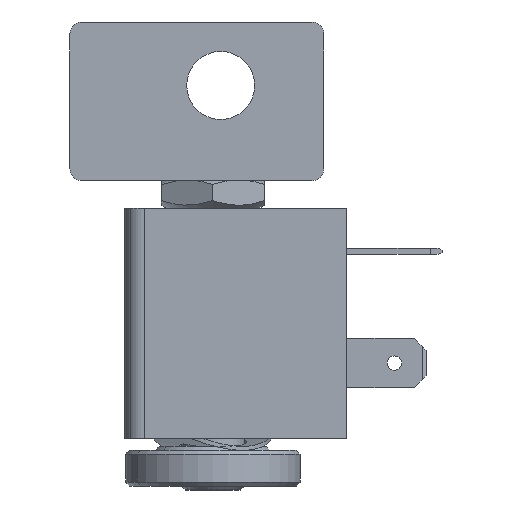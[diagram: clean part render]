
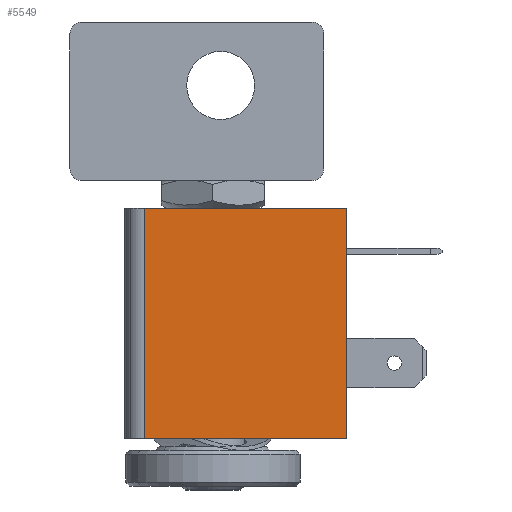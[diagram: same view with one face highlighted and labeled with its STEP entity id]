
A CAD part, left-side view. The second image highlights one B-rep face of the part: STEP entity #5549.
In plain terms, the highlighted face is planar.
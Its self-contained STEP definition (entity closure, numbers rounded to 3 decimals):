
#5492=CARTESIAN_POINT('',(11.15,11.5,14.25));
#5493=VERTEX_POINT('',#5492);
#5501=CARTESIAN_POINT('',(11.15,11.5,-14.75));
#5502=VERTEX_POINT('',#5501);
#5503=CARTESIAN_POINT('',(11.15,11.5,14.25));
#5504=DIRECTION('',(0.0,0.0,-1.0));
#5505=VECTOR('',#5504,29.0);
#5506=LINE('',#5503,#5505);
#5507=EDGE_CURVE('',#5493,#5502,#5506,.T.);
#5519=CARTESIAN_POINT('',(11.15,14.0,-14.75));
#5520=DIRECTION('',(1.0,0.0,0.0));
#5521=DIRECTION('',(0.0,0.0,-1.0));
#5522=AXIS2_PLACEMENT_3D('',#5519,#5520,#5521);
#5523=PLANE('',#5522);
#5524=ORIENTED_EDGE('',*,*,#5507,.F.);
#5525=CARTESIAN_POINT('',(11.15,-14.0,14.25));
#5526=VERTEX_POINT('',#5525);
#5527=CARTESIAN_POINT('',(11.15,11.5,14.25));
#5528=DIRECTION('',(0.0,-1.0,0.0));
#5529=VECTOR('',#5528,25.5);
#5530=LINE('',#5527,#5529);
#5531=EDGE_CURVE('',#5493,#5526,#5530,.T.);
#5532=ORIENTED_EDGE('',*,*,#5531,.T.);
#5533=CARTESIAN_POINT('',(11.15,-14.0,-14.75));
#5534=VERTEX_POINT('',#5533);
#5535=CARTESIAN_POINT('',(11.15,-14.0,-14.75));
#5536=DIRECTION('',(0.0,0.0,1.0));
#5537=VECTOR('',#5536,29.0);
#5538=LINE('',#5535,#5537);
#5539=EDGE_CURVE('',#5534,#5526,#5538,.T.);
#5540=ORIENTED_EDGE('',*,*,#5539,.F.);
#5541=CARTESIAN_POINT('',(11.15,-14.0,-14.75));
#5542=DIRECTION('',(0.0,1.0,0.0));
#5543=VECTOR('',#5542,25.5);
#5544=LINE('',#5541,#5543);
#5545=EDGE_CURVE('',#5534,#5502,#5544,.T.);
#5546=ORIENTED_EDGE('',*,*,#5545,.T.);
#5547=EDGE_LOOP('',(#5524,#5532,#5540,#5546));
#5548=FACE_OUTER_BOUND('',#5547,.T.);
#5549=ADVANCED_FACE('',(#5548),#5523,.T.);
